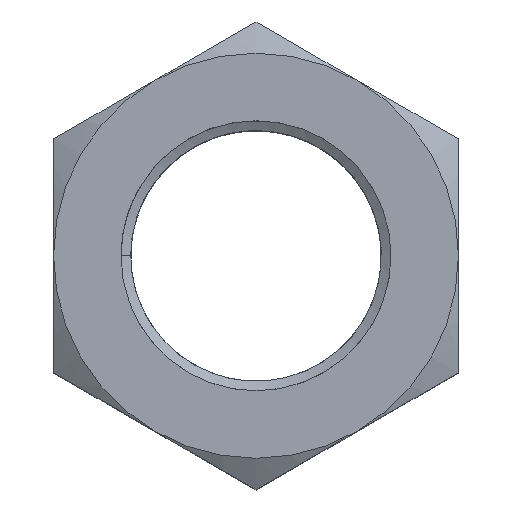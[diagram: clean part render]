
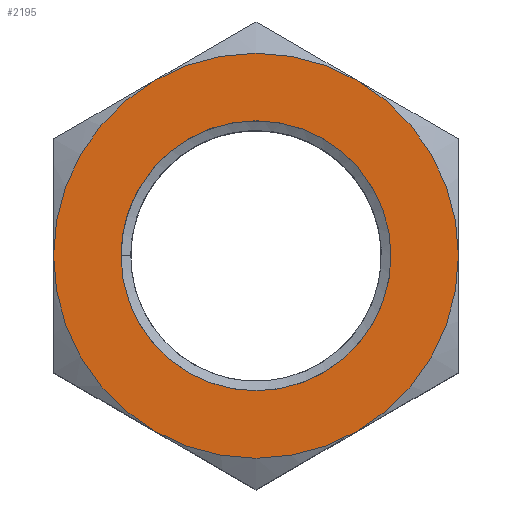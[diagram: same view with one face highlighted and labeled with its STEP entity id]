
A CAD part, top view. The second image highlights one B-rep face of the part: STEP entity #2195.
In plain terms, the highlighted planar face has unit normal (0, 0, 1).
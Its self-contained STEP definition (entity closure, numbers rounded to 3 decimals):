
#264 = CARTESIAN_POINT ( 'NONE',  ( 0., 0., 10.8 ) ) ;
#283 = AXIS2_PLACEMENT_3D ( 'NONE', #426, #2874, #405 ) ;
#335 = DIRECTION ( 'NONE',  ( 0., 0., 1. ) ) ;
#371 = FACE_OUTER_BOUND ( 'NONE', #3392, .T. ) ;
#405 = DIRECTION ( 'NONE',  ( 1., 0., 0. ) ) ;
#423 = DIRECTION ( 'NONE',  ( 0., 0., 1. ) ) ;
#426 = CARTESIAN_POINT ( 'NONE',  ( 0., 0., 10.8 ) ) ;
#509 = CIRCLE ( 'NONE', #802, 9. ) ;
#512 = AXIS2_PLACEMENT_3D ( 'NONE', #549, #1150, #3076 ) ;
#549 = CARTESIAN_POINT ( 'NONE',  ( 0., 0., 10.8 ) ) ;
#566 = CARTESIAN_POINT ( 'NONE',  ( 0., 0., 10.8 ) ) ;
#572 = CIRCLE ( 'NONE', #283, 9. ) ;
#620 = CARTESIAN_POINT ( 'NONE',  ( -6., 0., 10.8 ) ) ;
#660 = DIRECTION ( 'NONE',  ( 1., 0., 0. ) ) ;
#663 = VERTEX_POINT ( 'NONE', #1034 ) ;
#682 = DIRECTION ( 'NONE',  ( 0., 0., 1. ) ) ;
#689 = CARTESIAN_POINT ( 'NONE',  ( 4.5, 7.794, 10.8 ) ) ;
#706 = VERTEX_POINT ( 'NONE', #1835 ) ;
#735 = VERTEX_POINT ( 'NONE', #980 ) ;
#802 = AXIS2_PLACEMENT_3D ( 'NONE', #3129, #682, #2578 ) ;
#855 = ORIENTED_EDGE ( 'NONE', *, *, #2750, .T. ) ;
#923 = CIRCLE ( 'NONE', #1799, 9. ) ;
#930 = CARTESIAN_POINT ( 'NONE',  ( 0., 0., 10.8 ) ) ;
#932 = ORIENTED_EDGE ( 'NONE', *, *, #2035, .F. ) ;
#946 = DIRECTION ( 'NONE',  ( 1., 0., 0. ) ) ;
#964 = CARTESIAN_POINT ( 'NONE',  ( 0., 0., 10.8 ) ) ;
#979 = CIRCLE ( 'NONE', #1562, 6. ) ;
#980 = CARTESIAN_POINT ( 'NONE',  ( -4.5, -7.794, 10.8 ) ) ;
#1034 = CARTESIAN_POINT ( 'NONE',  ( 4.5, -7.794, 10.8 ) ) ;
#1090 = DIRECTION ( 'NONE',  ( 0., 0., 1. ) ) ;
#1146 = DIRECTION ( 'NONE',  ( 0., 0., 1. ) ) ;
#1150 = DIRECTION ( 'NONE',  ( 0., 0., 1. ) ) ;
#1168 = DIRECTION ( 'NONE',  ( 0., 0., 1. ) ) ;
#1174 = EDGE_CURVE ( 'NONE', #3237, #735, #509, .T. ) ;
#1259 = VERTEX_POINT ( 'NONE', #620 ) ;
#1371 = EDGE_CURVE ( 'NONE', #706, #3237, #572, .T. ) ;
#1418 = DIRECTION ( 'NONE',  ( 1., 0., 0. ) ) ;
#1474 = FACE_BOUND ( 'NONE', #1619, .T. ) ;
#1562 = AXIS2_PLACEMENT_3D ( 'NONE', #930, #1168, #660 ) ;
#1587 = CARTESIAN_POINT ( 'NONE',  ( -9., 0., 10.8 ) ) ;
#1619 = EDGE_LOOP ( 'NONE', ( #3328, #932 ) ) ;
#1717 = DIRECTION ( 'NONE',  ( 1., 0., 0. ) ) ;
#1768 = CARTESIAN_POINT ( 'NONE',  ( 0., 0., 10.8 ) ) ;
#1799 = AXIS2_PLACEMENT_3D ( 'NONE', #264, #335, #2470 ) ;
#1807 = VERTEX_POINT ( 'NONE', #2156 ) ;
#1835 = CARTESIAN_POINT ( 'NONE',  ( -4.5, 7.794, 10.8 ) ) ;
#1910 = ORIENTED_EDGE ( 'NONE', *, *, #2934, .T. ) ;
#2034 = AXIS2_PLACEMENT_3D ( 'NONE', #566, #1090, #2205 ) ;
#2035 = EDGE_CURVE ( 'NONE', #1807, #1259, #2898, .T. ) ;
#2156 = CARTESIAN_POINT ( 'NONE',  ( 6., 0., 10.8 ) ) ;
#2183 = EDGE_CURVE ( 'NONE', #1259, #1807, #979, .T. ) ;
#2195 = ADVANCED_FACE ( 'NONE', ( #1474, #371 ), #3146, .T. ) ;
#2205 = DIRECTION ( 'NONE',  ( 1., 0., 0. ) ) ;
#2298 = CARTESIAN_POINT ( 'NONE',  ( 9., 0., 10.8 ) ) ;
#2311 = ORIENTED_EDGE ( 'NONE', *, *, #2916, .T. ) ;
#2419 = VERTEX_POINT ( 'NONE', #689 ) ;
#2470 = DIRECTION ( 'NONE',  ( 1., 0., 0. ) ) ;
#2578 = DIRECTION ( 'NONE',  ( 1., 0., 0. ) ) ;
#2603 = AXIS2_PLACEMENT_3D ( 'NONE', #3093, #3057, #1717 ) ;
#2663 = AXIS2_PLACEMENT_3D ( 'NONE', #964, #423, #946 ) ;
#2750 = EDGE_CURVE ( 'NONE', #2982, #2419, #3361, .T. ) ;
#2800 = ORIENTED_EDGE ( 'NONE', *, *, #3519, .T. ) ;
#2869 = ORIENTED_EDGE ( 'NONE', *, *, #1174, .T. ) ;
#2874 = DIRECTION ( 'NONE',  ( 0., 0., 1. ) ) ;
#2898 = CIRCLE ( 'NONE', #2034, 6. ) ;
#2916 = EDGE_CURVE ( 'NONE', #663, #2982, #3125, .T. ) ;
#2934 = EDGE_CURVE ( 'NONE', #735, #663, #923, .T. ) ;
#2954 = CIRCLE ( 'NONE', #2663, 9. ) ;
#2982 = VERTEX_POINT ( 'NONE', #2298 ) ;
#3014 = ORIENTED_EDGE ( 'NONE', *, *, #1371, .T. ) ;
#3057 = DIRECTION ( 'NONE',  ( 0., 0., 1. ) ) ;
#3076 = DIRECTION ( 'NONE',  ( 1., 0., 0. ) ) ;
#3093 = CARTESIAN_POINT ( 'NONE',  ( 0., 0., 10.8 ) ) ;
#3125 = CIRCLE ( 'NONE', #2603, 9. ) ;
#3129 = CARTESIAN_POINT ( 'NONE',  ( 0., 0., 10.8 ) ) ;
#3146 = PLANE ( 'NONE',  #3195 ) ;
#3195 = AXIS2_PLACEMENT_3D ( 'NONE', #1768, #1146, #1418 ) ;
#3237 = VERTEX_POINT ( 'NONE', #1587 ) ;
#3328 = ORIENTED_EDGE ( 'NONE', *, *, #2183, .F. ) ;
#3361 = CIRCLE ( 'NONE', #512, 9. ) ;
#3392 = EDGE_LOOP ( 'NONE', ( #2311, #855, #2800, #3014, #2869, #1910 ) ) ;
#3519 = EDGE_CURVE ( 'NONE', #2419, #706, #2954, .T. ) ;
